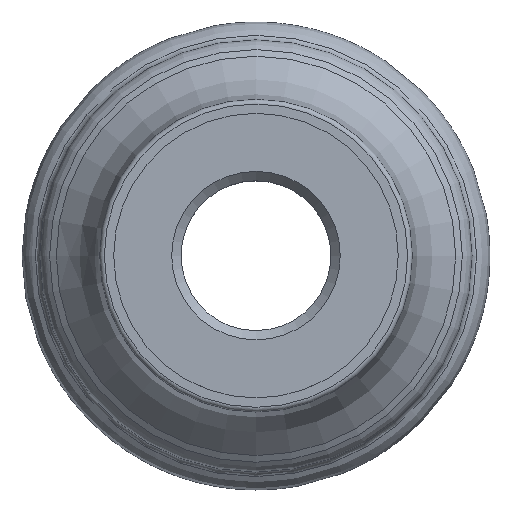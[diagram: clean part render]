
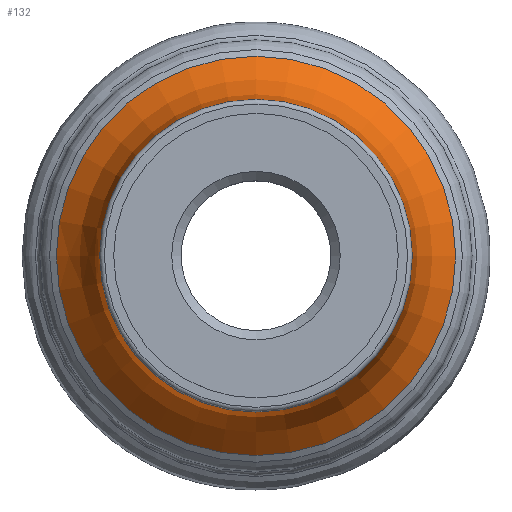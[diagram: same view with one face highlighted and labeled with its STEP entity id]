
A CAD part, top view. The second image highlights one B-rep face of the part: STEP entity #132.
In plain terms, the highlighted toroidal (fillet/blend) face has major radius 55.176 mm and minor radius 21.776 mm.
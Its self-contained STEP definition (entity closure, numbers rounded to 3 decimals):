
#119=TOROIDAL_SURFACE('',#563,55.176,21.776);
#132=ADVANCED_FACE('',(#167,#168),#119,.F.);
#167=FACE_BOUND('',#226,.T.);
#168=FACE_BOUND('',#227,.T.);
#226=EDGE_LOOP('',(#284));
#227=EDGE_LOOP('',(#285));
#284=ORIENTED_EDGE('',*,*,#372,.F.);
#285=ORIENTED_EDGE('',*,*,#373,.T.);
#342=VERTEX_POINT('',#798);
#343=VERTEX_POINT('',#800);
#372=EDGE_CURVE('',#342,#342,#401,.T.);
#373=EDGE_CURVE('',#343,#343,#402,.T.);
#401=CIRCLE('',#561,42.661);
#402=CIRCLE('',#562,33.4);
#561=AXIS2_PLACEMENT_3D('',#797,#649,#650);
#562=AXIS2_PLACEMENT_3D('',#799,#651,#652);
#563=AXIS2_PLACEMENT_3D('',#801,#653,#654);
#649=DIRECTION('',(0.,0.,-1.));
#650=DIRECTION('',(-1.,0.,0.));
#651=DIRECTION('',(0.,0.,-1.));
#652=DIRECTION('',(-1.,0.,0.));
#653=DIRECTION('',(0.,0.,-1.));
#654=DIRECTION('',(-1.,0.,0.));
#797=CARTESIAN_POINT('',(0.,0.,-32.85));
#798=CARTESIAN_POINT('',(-42.661,0.,-32.85));
#799=CARTESIAN_POINT('',(0.,0.,-15.03));
#800=CARTESIAN_POINT('',(-33.4,0.,-15.03));
#801=CARTESIAN_POINT('',(0.,0.,-15.03));
